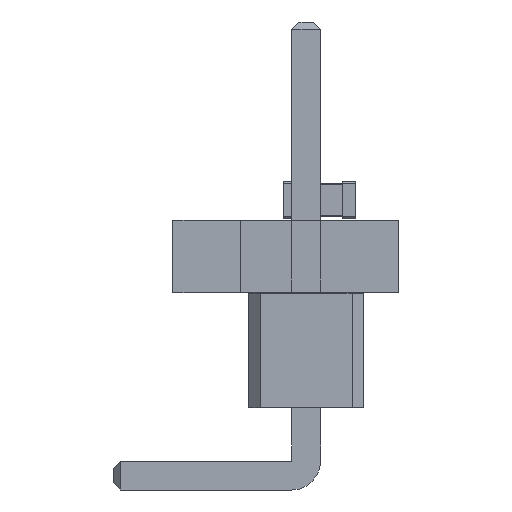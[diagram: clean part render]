
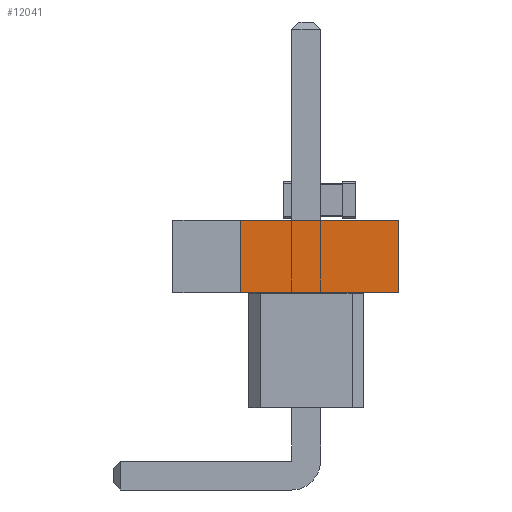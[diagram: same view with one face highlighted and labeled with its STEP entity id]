
A CAD part, left-side view. The second image highlights one B-rep face of the part: STEP entity #12041.
In plain terms, the highlighted planar face has unit normal (-1, 0, 0).
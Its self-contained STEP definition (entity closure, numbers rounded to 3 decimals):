
#8094 = PLANE('',#8095);
#8095 = AXIS2_PLACEMENT_3D('',#8096,#8097,#8098);
#8096 = CARTESIAN_POINT('',(0.,-0.483,1.6));
#8097 = DIRECTION('',(0.,0.,-1.));
#8098 = DIRECTION('',(-1.,0.,0.));
#8122 = PLANE('',#8123);
#8123 = AXIS2_PLACEMENT_3D('',#8124,#8125,#8126);
#8124 = CARTESIAN_POINT('',(229.,-2.5,0.));
#8125 = DIRECTION('',(0.,-1.,0.));
#8126 = DIRECTION('',(-1.,0.,0.));
#8148 = PLANE('',#8149);
#8149 = AXIS2_PLACEMENT_3D('',#8150,#8151,#8152);
#8150 = CARTESIAN_POINT('',(0.,-0.483,0.
    ));
#8151 = DIRECTION('',(0.,0.,-1.));
#8152 = DIRECTION('',(-1.,0.,0.));
#8241 = VERTEX_POINT('',#8242);
#8242 = CARTESIAN_POINT('',(-229.,-2.5,1.6));
#8263 = EDGE_CURVE('',#8264,#8241,#8266,.T.);
#8264 = VERTEX_POINT('',#8265);
#8265 = CARTESIAN_POINT('',(-229.,-2.5,0.));
#8266 = SURFACE_CURVE('',#8267,(#8271,#8278),.PCURVE_S1.);
#8267 = LINE('',#8268,#8269);
#8268 = CARTESIAN_POINT('',(-229.,-2.5,0.));
#8269 = VECTOR('',#8270,1.);
#8270 = DIRECTION('',(0.,0.,1.));
#8271 = PCURVE('',#8122,#8272);
#8272 = DEFINITIONAL_REPRESENTATION('',(#8273),#8277);
#8273 = LINE('',#8274,#8275);
#8274 = CARTESIAN_POINT('',(458.,0.));
#8275 = VECTOR('',#8276,1.);
#8276 = DIRECTION('',(0.,-1.));
#8277 = ( GEOMETRIC_REPRESENTATION_CONTEXT(2) 
PARAMETRIC_REPRESENTATION_CONTEXT() REPRESENTATION_CONTEXT('2D SPACE',''
  ) );
#8278 = PCURVE('',#8279,#8284);
#8279 = PLANE('',#8280);
#8280 = AXIS2_PLACEMENT_3D('',#8281,#8282,#8283);
#8281 = CARTESIAN_POINT('',(-229.,-2.5,0.));
#8282 = DIRECTION('',(-1.,0.,0.));
#8283 = DIRECTION('',(0.,1.,0.));
#8284 = DEFINITIONAL_REPRESENTATION('',(#8285),#8289);
#8285 = LINE('',#8286,#8287);
#8286 = CARTESIAN_POINT('',(0.,0.));
#8287 = VECTOR('',#8288,1.);
#8288 = DIRECTION('',(0.,-1.));
#8289 = ( GEOMETRIC_REPRESENTATION_CONTEXT(2) 
PARAMETRIC_REPRESENTATION_CONTEXT() REPRESENTATION_CONTEXT('2D SPACE',''
  ) );
#8317 = EDGE_CURVE('',#8264,#8318,#8320,.T.);
#8318 = VERTEX_POINT('',#8319);
#8319 = CARTESIAN_POINT('',(-229.,1.,0.));
#8320 = SURFACE_CURVE('',#8321,(#8325,#8332),.PCURVE_S1.);
#8321 = LINE('',#8322,#8323);
#8322 = CARTESIAN_POINT('',(-229.,-2.5,0.));
#8323 = VECTOR('',#8324,1.);
#8324 = DIRECTION('',(0.,1.,0.));
#8325 = PCURVE('',#8148,#8326);
#8326 = DEFINITIONAL_REPRESENTATION('',(#8327),#8331);
#8327 = LINE('',#8328,#8329);
#8328 = CARTESIAN_POINT('',(229.,-2.017));
#8329 = VECTOR('',#8330,1.);
#8330 = DIRECTION('',(0.,1.));
#8331 = ( GEOMETRIC_REPRESENTATION_CONTEXT(2) 
PARAMETRIC_REPRESENTATION_CONTEXT() REPRESENTATION_CONTEXT('2D SPACE',''
  ) );
#8332 = PCURVE('',#8279,#8333);
#8333 = DEFINITIONAL_REPRESENTATION('',(#8334),#8338);
#8334 = LINE('',#8335,#8336);
#8335 = CARTESIAN_POINT('',(0.,0.));
#8336 = VECTOR('',#8337,1.);
#8337 = DIRECTION('',(1.,0.));
#8338 = ( GEOMETRIC_REPRESENTATION_CONTEXT(2) 
PARAMETRIC_REPRESENTATION_CONTEXT() REPRESENTATION_CONTEXT('2D SPACE',''
  ) );
#8356 = PLANE('',#8357);
#8357 = AXIS2_PLACEMENT_3D('',#8358,#8359,#8360);
#8358 = CARTESIAN_POINT('',(-229.,1.,0.));
#8359 = DIRECTION('',(0.,1.,0.));
#8360 = DIRECTION('',(1.,0.,0.));
#10341 = EDGE_CURVE('',#8241,#10342,#10344,.T.);
#10342 = VERTEX_POINT('',#10343);
#10343 = CARTESIAN_POINT('',(-229.,1.,1.6));
#10344 = SURFACE_CURVE('',#10345,(#10349,#10356),.PCURVE_S1.);
#10345 = LINE('',#10346,#10347);
#10346 = CARTESIAN_POINT('',(-229.,-2.5,1.6));
#10347 = VECTOR('',#10348,1.);
#10348 = DIRECTION('',(0.,1.,0.));
#10349 = PCURVE('',#8094,#10350);
#10350 = DEFINITIONAL_REPRESENTATION('',(#10351),#10355);
#10351 = LINE('',#10352,#10353);
#10352 = CARTESIAN_POINT('',(229.,-2.017));
#10353 = VECTOR('',#10354,1.);
#10354 = DIRECTION('',(0.,1.));
#10355 = ( GEOMETRIC_REPRESENTATION_CONTEXT(2) 
PARAMETRIC_REPRESENTATION_CONTEXT() REPRESENTATION_CONTEXT('2D SPACE',''
  ) );
#10356 = PCURVE('',#8279,#10357);
#10357 = DEFINITIONAL_REPRESENTATION('',(#10358),#10362);
#10358 = LINE('',#10359,#10360);
#10359 = CARTESIAN_POINT('',(0.,-1.6));
#10360 = VECTOR('',#10361,1.);
#10361 = DIRECTION('',(1.,0.));
#10362 = ( GEOMETRIC_REPRESENTATION_CONTEXT(2) 
PARAMETRIC_REPRESENTATION_CONTEXT() REPRESENTATION_CONTEXT('2D SPACE',''
  ) );
#12041 = ADVANCED_FACE('',(#12042),#8279,.T.);
#12042 = FACE_BOUND('',#12043,.T.);
#12043 = EDGE_LOOP('',(#12044,#12045,#12046,#12067));
#12044 = ORIENTED_EDGE('',*,*,#8263,.T.);
#12045 = ORIENTED_EDGE('',*,*,#10341,.T.);
#12046 = ORIENTED_EDGE('',*,*,#12047,.F.);
#12047 = EDGE_CURVE('',#8318,#10342,#12048,.T.);
#12048 = SURFACE_CURVE('',#12049,(#12053,#12060),.PCURVE_S1.);
#12049 = LINE('',#12050,#12051);
#12050 = CARTESIAN_POINT('',(-229.,1.,0.));
#12051 = VECTOR('',#12052,1.);
#12052 = DIRECTION('',(0.,0.,1.));
#12053 = PCURVE('',#8279,#12054);
#12054 = DEFINITIONAL_REPRESENTATION('',(#12055),#12059);
#12055 = LINE('',#12056,#12057);
#12056 = CARTESIAN_POINT('',(3.5,0.));
#12057 = VECTOR('',#12058,1.);
#12058 = DIRECTION('',(0.,-1.));
#12059 = ( GEOMETRIC_REPRESENTATION_CONTEXT(2) 
PARAMETRIC_REPRESENTATION_CONTEXT() REPRESENTATION_CONTEXT('2D SPACE',''
  ) );
#12060 = PCURVE('',#8356,#12061);
#12061 = DEFINITIONAL_REPRESENTATION('',(#12062),#12066);
#12062 = LINE('',#12063,#12064);
#12063 = CARTESIAN_POINT('',(0.,0.));
#12064 = VECTOR('',#12065,1.);
#12065 = DIRECTION('',(0.,-1.));
#12066 = ( GEOMETRIC_REPRESENTATION_CONTEXT(2) 
PARAMETRIC_REPRESENTATION_CONTEXT() REPRESENTATION_CONTEXT('2D SPACE',''
  ) );
#12067 = ORIENTED_EDGE('',*,*,#8317,.F.);
